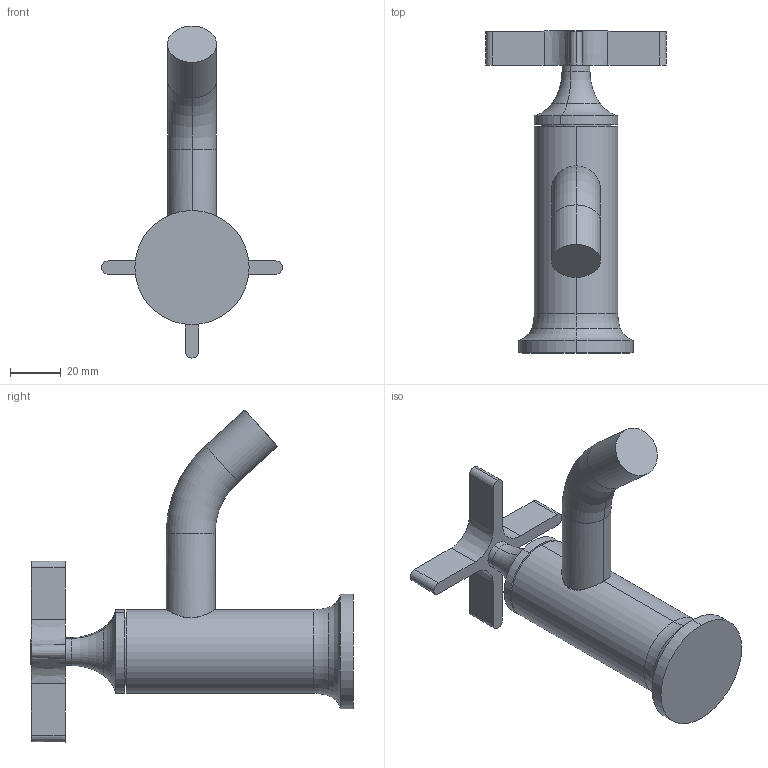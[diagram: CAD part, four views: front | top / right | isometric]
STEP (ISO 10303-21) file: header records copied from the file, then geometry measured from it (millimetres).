
FILE_DESCRIPTION (( 'STEP AP214' ), '1' );
FILE_NAME ('17500809.STEP', '2022-03-17T13:52:40', ( '' ), ( '' ), 'SwSTEP 2.0', 'SolidWorks 2020', '' );
FILE_SCHEMA (( 'AUTOMOTIVE_DESIGN' ));
Length unit declared in the file: millimetre
Products named in the file (5): 17500809; Planungsmodell_Griff-+-09.20.80.036-1; Planungsmodell_Rosette-+-09.12.12.226-1; Planungsmodell_Koerper-+-09.19.80.047-1; Planungsmodell_Auslauf-+-09.28.22.381-1
Assembly tree (4 placements, depth 2):
  17500809
    Planungsmodell_Koerper-+-09.19.80.047-1
    Planungsmodell_Griff-+-09.20.80.036-1
    Planungsmodell_Auslauf-+-09.28.22.381-1
    Planungsmodell_Rosette-+-09.12.12.226-1
Bounding box: 71.3 x 126.9 x 130.82 mm (x, y, z)
Volume: 100828.9 mm3; surface area: 30966.9 mm2
Topology: 3 solids, 5 shells, 61 faces, 132 edges, 81 vertices
Faces by surface type: cylinder 21, plane 16, torus 12, cone 10, sphere 2
Entity records: 2680 total; most frequent: CARTESIAN_POINT 1033, DIRECTION 328, ORIENTED_EDGE 260, AXIS2_PLACEMENT_3D 141, EDGE_CURVE 132, VERTEX_POINT 81, CIRCLE 72, EDGE_LOOP 63
